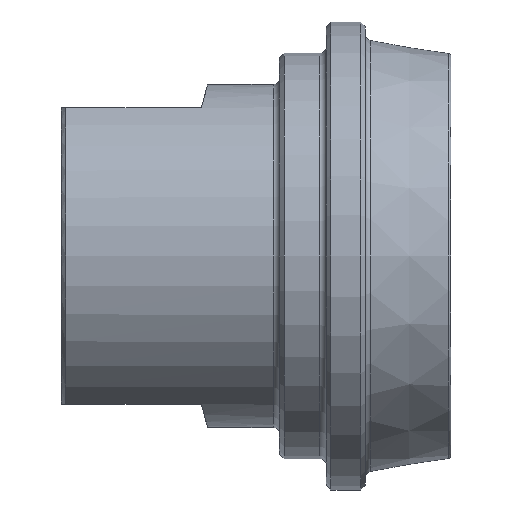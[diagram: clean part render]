
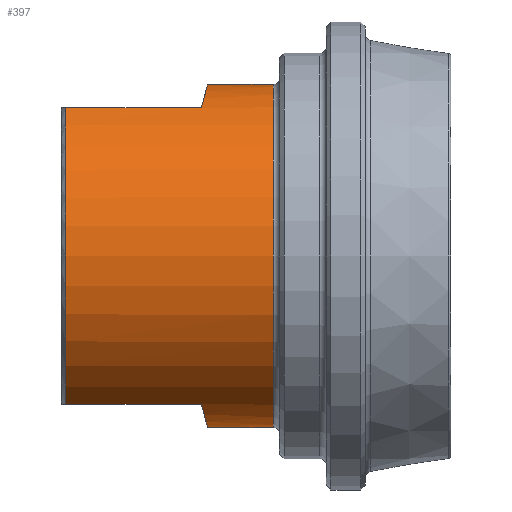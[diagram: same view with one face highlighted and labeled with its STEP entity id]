
A CAD part, front view. The second image highlights one B-rep face of the part: STEP entity #397.
In plain terms, the highlighted cylindrical face has radius 11 mm (diameter 22 mm), a full revolution.
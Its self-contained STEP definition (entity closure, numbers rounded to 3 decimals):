
#32=CIRCLE('',#445,11.);
#33=CIRCLE('',#446,11.);
#34=CIRCLE('',#447,11.);
#35=CIRCLE('',#448,11.);
#36=CIRCLE('',#449,11.);
#67=CYLINDRICAL_SURFACE('',#444,11.);
#79=FACE_OUTER_BOUND('',#104,.T.);
#104=EDGE_LOOP('',(#282,#283,#284,#285,#286,#287,#288,#289,#290,#291,#292,
#293,#294));
#131=LINE('',#652,#149);
#133=LINE('',#663,#151);
#135=LINE('',#671,#153);
#137=LINE('',#682,#155);
#138=LINE('',#688,#156);
#149=VECTOR('',#509,10.);
#151=VECTOR('',#511,10.);
#153=VECTOR('',#519,10.);
#155=VECTOR('',#521,10.);
#156=VECTOR('',#526,11.);
#166=ELLIPSE('',#439,11.388,11.);
#167=ELLIPSE('',#442,11.388,11.);
#168=VERTEX_POINT('',#646);
#169=VERTEX_POINT('',#647);
#170=VERTEX_POINT('',#651);
#173=VERTEX_POINT('',#659);
#174=VERTEX_POINT('',#665);
#175=VERTEX_POINT('',#666);
#176=VERTEX_POINT('',#670);
#179=VERTEX_POINT('',#678);
#180=VERTEX_POINT('',#684);
#181=VERTEX_POINT('',#685);
#182=VERTEX_POINT('',#687);
#207=EDGE_CURVE('',#168,#169,#166,.T.);
#209=EDGE_CURVE('',#170,#168,#131,.T.);
#213=EDGE_CURVE('',#169,#173,#133,.T.);
#214=EDGE_CURVE('',#174,#175,#167,.T.);
#216=EDGE_CURVE('',#176,#174,#135,.T.);
#220=EDGE_CURVE('',#175,#179,#137,.T.);
#221=EDGE_CURVE('',#180,#181,#32,.T.);
#222=EDGE_CURVE('',#180,#182,#138,.T.);
#223=EDGE_CURVE('',#176,#182,#33,.T.);
#224=EDGE_CURVE('',#170,#179,#34,.T.);
#225=EDGE_CURVE('',#182,#173,#35,.T.);
#226=EDGE_CURVE('',#181,#180,#36,.T.);
#282=ORIENTED_EDGE('',*,*,#221,.F.);
#283=ORIENTED_EDGE('',*,*,#222,.T.);
#284=ORIENTED_EDGE('',*,*,#223,.F.);
#285=ORIENTED_EDGE('',*,*,#216,.T.);
#286=ORIENTED_EDGE('',*,*,#214,.T.);
#287=ORIENTED_EDGE('',*,*,#220,.T.);
#288=ORIENTED_EDGE('',*,*,#224,.F.);
#289=ORIENTED_EDGE('',*,*,#209,.T.);
#290=ORIENTED_EDGE('',*,*,#207,.T.);
#291=ORIENTED_EDGE('',*,*,#213,.T.);
#292=ORIENTED_EDGE('',*,*,#225,.F.);
#293=ORIENTED_EDGE('',*,*,#222,.F.);
#294=ORIENTED_EDGE('',*,*,#226,.F.);
#397=ADVANCED_FACE('',(#79),#67,.T.);
#439=AXIS2_PLACEMENT_3D('',#648,#504,#505);
#442=AXIS2_PLACEMENT_3D('',#667,#514,#515);
#444=AXIS2_PLACEMENT_3D('',#683,#522,#523);
#445=AXIS2_PLACEMENT_3D('',#686,#524,#525);
#446=AXIS2_PLACEMENT_3D('',#689,#527,#528);
#447=AXIS2_PLACEMENT_3D('',#690,#529,#530);
#448=AXIS2_PLACEMENT_3D('',#691,#531,#532);
#449=AXIS2_PLACEMENT_3D('',#692,#533,#534);
#504=DIRECTION('center_axis',(0.966,0.,-0.259));
#505=DIRECTION('ref_axis',(0.259,0.,0.966));
#509=DIRECTION('',(1.,0.,0.));
#511=DIRECTION('',(-1.,0.,0.));
#514=DIRECTION('center_axis',(0.966,0.,0.259));
#515=DIRECTION('ref_axis',(-0.259,0.,0.966));
#519=DIRECTION('',(1.,0.,0.));
#521=DIRECTION('',(-1.,0.,0.));
#522=DIRECTION('center_axis',(1.,0.,0.));
#523=DIRECTION('ref_axis',(0.,1.,0.));
#524=DIRECTION('center_axis',(1.,0.,0.));
#525=DIRECTION('ref_axis',(0.,-1.,0.));
#526=DIRECTION('',(-1.,0.,0.));
#527=DIRECTION('center_axis',(-1.,0.,0.));
#528=DIRECTION('ref_axis',(0.,-1.,0.));
#529=DIRECTION('center_axis',(-1.,0.,0.));
#530=DIRECTION('ref_axis',(0.,-1.,0.));
#531=DIRECTION('center_axis',(-1.,0.,0.));
#532=DIRECTION('ref_axis',(0.,-1.,0.));
#533=DIRECTION('center_axis',(1.,0.,0.));
#534=DIRECTION('ref_axis',(0.,-1.,0.));
#646=CARTESIAN_POINT('',(-16.,5.545,9.5));
#647=CARTESIAN_POINT('',(-16.,-5.545,9.5));
#648=CARTESIAN_POINT('Origin',(-18.546,0.,0.));
#651=CARTESIAN_POINT('',(-24.7,5.545,9.5));
#652=CARTESIAN_POINT('',(-18.,5.545,9.5));
#659=CARTESIAN_POINT('',(-24.7,-5.545,9.5));
#663=CARTESIAN_POINT('',(-18.,-5.545,9.5));
#665=CARTESIAN_POINT('',(-16.,-5.545,-9.5));
#666=CARTESIAN_POINT('',(-16.,5.545,-9.5));
#667=CARTESIAN_POINT('Origin',(-18.546,0.,0.));
#670=CARTESIAN_POINT('',(-24.7,-5.545,-9.5));
#671=CARTESIAN_POINT('',(-18.,-5.545,-9.5));
#678=CARTESIAN_POINT('',(-24.7,5.545,-9.5));
#682=CARTESIAN_POINT('',(-18.,5.545,-9.5));
#683=CARTESIAN_POINT('Origin',(-18.,0.,0.));
#684=CARTESIAN_POINT('',(-11.4,-11.,0.));
#685=CARTESIAN_POINT('',(-11.4,0.,11.));
#686=CARTESIAN_POINT('Origin',(-11.4,0.,0.));
#687=CARTESIAN_POINT('',(-24.7,-11.,0.));
#688=CARTESIAN_POINT('',(-18.,-11.,0.));
#689=CARTESIAN_POINT('Origin',(-24.7,0.,0.));
#690=CARTESIAN_POINT('Origin',(-24.7,0.,0.));
#691=CARTESIAN_POINT('Origin',(-24.7,0.,0.));
#692=CARTESIAN_POINT('Origin',(-11.4,0.,0.));
